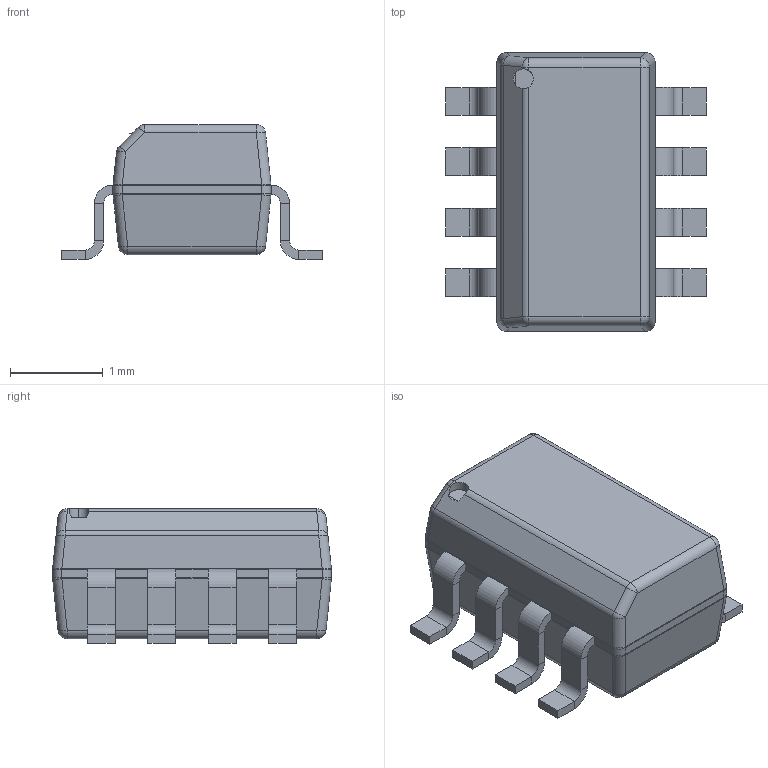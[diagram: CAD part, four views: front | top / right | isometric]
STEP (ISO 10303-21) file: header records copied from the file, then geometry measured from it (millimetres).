
FILE_DESCRIPTION(('Open CASCADE Model'),'2;1');
FILE_NAME('Open CASCADE Shape Model','2022-09-20T01:53:02',('Author'),( 'Open CASCADE'),'Open CASCADE STEP processor 6.8','Open CASCADE 6.8' ,'Unknown');
FILE_SCHEMA(('AUTOMOTIVE_DESIGN { 1 0 10303 214 1 1 1 1 }'));
Length unit declared in the file: millimetre
Products named in the file (7): PCB; Designator1; 5498945200; Open_CASCADE_STEP_translator_6.8_29.1; Body; Open_CASCADE_STEP_translator_6.8_29.2.1; Leader
Assembly tree (12 placements, depth 4):
  PCB
  Designator1
    5498945200
      Open_CASCADE_STEP_translator_6.8_29.1
      Body
        Open_CASCADE_STEP_translator_6.8_29.2.1
      Leader  x8
Bounding box: 2.8 x 3 x 1.45 mm (x, y, z)
Volume: 6.9 mm3; surface area: 28.4 mm2
Topology: 9 solids, 10 shells, 213 faces, 435 edges, 231 vertices
Faces by surface type: plane 129, cylinder 66, sphere 10, bspline 8
Entity records: 3054 total; most frequent: CARTESIAN_POINT 1166, DIRECTION 368, ORIENTED_EDGE 345, EDGE_CURVE 173, AXIS2_PLACEMENT_3D 137, LINE 94, VECTOR 94, VERTEX_POINT 91
